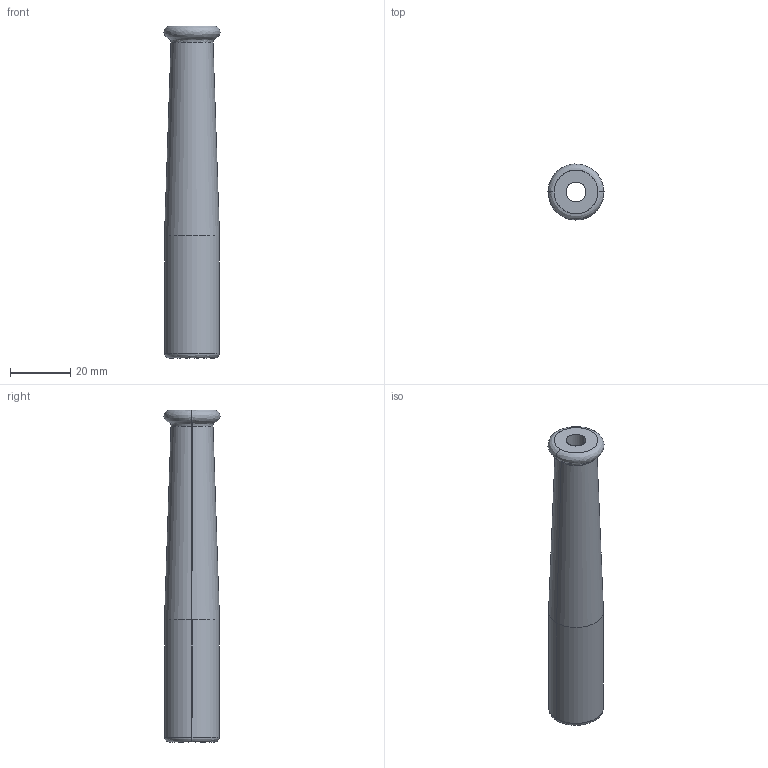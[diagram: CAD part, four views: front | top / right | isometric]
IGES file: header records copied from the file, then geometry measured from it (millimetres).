
Start section: SolidWorks IGES file using analytic representation for surfaces
Global section: file name: SB3.IGS; native system: SolidWorks 2019; preprocessor: SolidWorks 2019; author: sjohnson; date: 191101.145024; units: inch
Bounding box: 18.67 x 18.64 x 110.49 mm (x, y, z)
Surface area: 9151 mm2 (no closed solid volume)
Topology: 0 solids, 0 shells, 30 faces, 240 edges, 240 vertices
Faces by surface type: revolution 18, bspline 12
